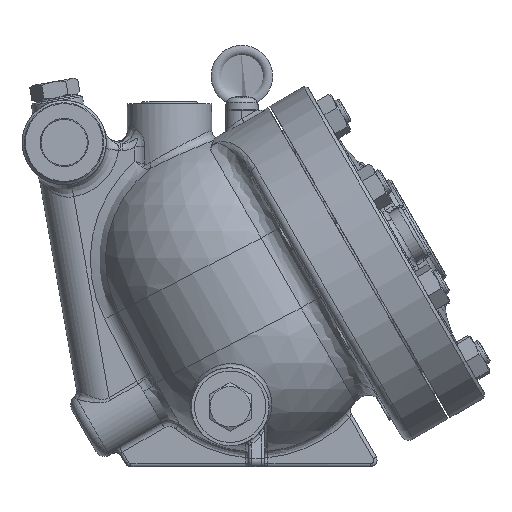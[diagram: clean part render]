
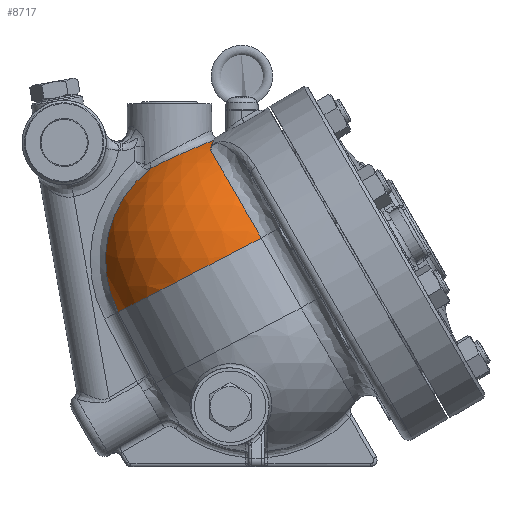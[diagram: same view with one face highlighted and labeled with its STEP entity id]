
A CAD part, front view. The second image highlights one B-rep face of the part: STEP entity #8717.
In plain terms, the highlighted spherical face has radius 75 mm.
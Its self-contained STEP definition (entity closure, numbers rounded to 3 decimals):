
#2023=CARTESIAN_POINT('',(25.401,-32.452,-4.841));
#2024=VERTEX_POINT('',#2023);
#2157=CARTESIAN_POINT('',(56.652,-69.219,-58.969));
#2158=VERTEX_POINT('',#2157);
#2159=CARTESIAN_POINT('',(55.978,0.,-57.803));
#2160=DIRECTION('',(0.866,0.,0.5));
#2161=DIRECTION('',(-0.01,-1.,0.017));
#2162=AXIS2_PLACEMENT_3D('',#2159,#2160,#2161);
#2163=CIRCLE('',#2162,69.232);
#2164=EDGE_CURVE('',#2024,#2158,#2163,.T.);
#3733=CARTESIAN_POINT('',(-31.633,-25.588,-104.587));
#3734=VERTEX_POINT('',#3733);
#3765=CARTESIAN_POINT('',(31.,0.0,-72.224));
#3766=DIRECTION('',(0.459,0.0,-0.888));
#3767=DIRECTION('',(-0.888,0.0,-0.459));
#3768=AXIS2_PLACEMENT_3D('',#3765,#3766,#3767);
#3769=CIRCLE('',#3768,75.);
#3770=EDGE_CURVE('',#2158,#3734,#3769,.T.);
#6936=CARTESIAN_POINT('',(27.249,-13.783,1.403));
#6937=VERTEX_POINT('',#6936);
#6961=CARTESIAN_POINT('',(25.623,-26.305,-2.194));
#6962=VERTEX_POINT('',#6961);
#6963=CARTESIAN_POINT('',(25.623,-26.305,-2.194));
#6964=CARTESIAN_POINT('',(26.154,-23.479,-1.092));
#6965=CARTESIAN_POINT('',(26.584,-20.46,-0.133));
#6966=CARTESIAN_POINT('',(26.914,-17.362,0.624));
#6967=CARTESIAN_POINT('',(27.04,-16.178,0.914));
#6968=CARTESIAN_POINT('',(27.151,-14.983,1.174));
#6969=CARTESIAN_POINT('',(27.249,-13.783,1.403));
#6970=B_SPLINE_CURVE_WITH_KNOTS('',3,(#6963,#6964,#6965,#6966,#6967,#6968,#6969),.UNSPECIFIED.,.F.,.U.,(4,3,4),(4.27,5.158,5.496),.UNSPECIFIED.);
#6971=EDGE_CURVE('',#6962,#6937,#6970,.T.);
#8424=CARTESIAN_POINT('',(25.401,-32.452,-4.841));
#8425=CARTESIAN_POINT('',(25.4,-32.432,-4.831));
#8426=CARTESIAN_POINT('',(25.399,-32.411,-4.821));
#8427=CARTESIAN_POINT('',(25.318,-30.728,-4.019));
#8428=CARTESIAN_POINT('',(25.319,-29.245,-3.381));
#8429=CARTESIAN_POINT('',(25.455,-27.435,-2.64));
#8430=CARTESIAN_POINT('',(25.519,-26.858,-2.41));
#8431=CARTESIAN_POINT('',(25.623,-26.305,-2.194));
#8432=B_SPLINE_CURVE_WITH_KNOTS('',3,(#8424,#8425,#8426,#8427,#8428,#8429,#8430,#8431),.UNSPECIFIED.,.F.,.U.,(4,2,2,4),(-0.007,0.0,0.553,0.796),.UNSPECIFIED.);
#8433=EDGE_CURVE('',#6962,#2024,#8432,.F.);
#8643=CARTESIAN_POINT('',(-11.609,-25.588,-16.057));
#8644=VERTEX_POINT('',#8643);
#8673=CARTESIAN_POINT('',(31.,-25.588,-72.224));
#8674=DIRECTION('',(0.0,1.,0.0));
#8675=DIRECTION('',(-0.984,0.0,0.178));
#8676=AXIS2_PLACEMENT_3D('',#8673,#8674,#8675);
#8677=CIRCLE('',#8676,70.5);
#8678=EDGE_CURVE('',#3734,#8644,#8677,.T.);
#8683=CARTESIAN_POINT('',(31.,0.0,-72.224));
#8684=DIRECTION('',(0.0,0.0,1.0));
#8685=DIRECTION('',(1.0,0.0,0.0));
#8686=AXIS2_PLACEMENT_3D('',#8683,#8684,#8685);
#8687=SPHERICAL_SURFACE('',#8686,75.0);
#8688=CARTESIAN_POINT('',(-11.609,-25.588,-16.057));
#8689=CARTESIAN_POINT('',(-10.4,-26.224,-15.429));
#8690=CARTESIAN_POINT('',(-8.527,-27.043,-14.473));
#8691=CARTESIAN_POINT('',(-5.964,-27.858,-13.196));
#8692=CARTESIAN_POINT('',(-3.334,-28.497,-11.908));
#8693=CARTESIAN_POINT('',(-0.636,-28.857,-10.617));
#8694=CARTESIAN_POINT('',(2.085,-28.93,-9.346));
#8695=CARTESIAN_POINT('',(4.347,-28.831,-8.304));
#8696=CARTESIAN_POINT('',(6.821,-28.518,-7.185));
#8697=CARTESIAN_POINT('',(10.41,-27.715,-5.59));
#8698=CARTESIAN_POINT('',(13.895,-26.388,-4.084));
#8699=CARTESIAN_POINT('',(17.151,-24.572,-2.709));
#8700=CARTESIAN_POINT('',(20.27,-22.412,-1.41));
#8701=CARTESIAN_POINT('',(22.729,-20.101,-0.407));
#8702=CARTESIAN_POINT('',(24.569,-17.879,0.334));
#8703=CARTESIAN_POINT('',(25.731,-16.324,0.8));
#8704=CARTESIAN_POINT('',(26.61,-14.939,1.15));
#8705=CARTESIAN_POINT('',(27.168,-13.931,1.371));
#8706=CARTESIAN_POINT('',(27.249,-13.783,1.403));
#8707=B_SPLINE_CURVE_WITH_KNOTS('',3,(#8688,#8689,#8690,#8691,#8692,#8693,#8694,#8695,#8696,#8697,#8698,#8699,#8700,#8701,#8702,#8703,#8704,#8705,#8706),.UNSPECIFIED.,.F.,.U.,(4,1,1,1,1,1,1,1,1,1,1,1,1,1,1,1,4),(11.19,11.665,11.902,12.14,12.615,12.852,13.089,13.406,13.722,14.356,14.672,14.989,15.622,15.78,15.938,16.255,16.309),.UNSPECIFIED.);
#8708=EDGE_CURVE('',#8644,#6937,#8707,.T.);
#8709=ORIENTED_EDGE('',*,*,#8708,.F.);
#8710=ORIENTED_EDGE('',*,*,#8678,.F.);
#8711=ORIENTED_EDGE('',*,*,#3770,.F.);
#8712=ORIENTED_EDGE('',*,*,#2164,.F.);
#8713=ORIENTED_EDGE('',*,*,#8433,.F.);
#8714=ORIENTED_EDGE('',*,*,#6971,.T.);
#8715=EDGE_LOOP('',(#8709,#8710,#8711,#8712,#8713,#8714));
#8716=FACE_OUTER_BOUND('',#8715,.T.);
#8717=ADVANCED_FACE('',(#8716),#8687,.T.);
